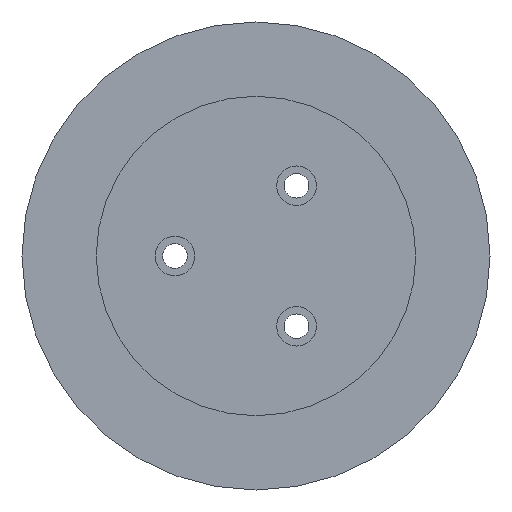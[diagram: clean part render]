
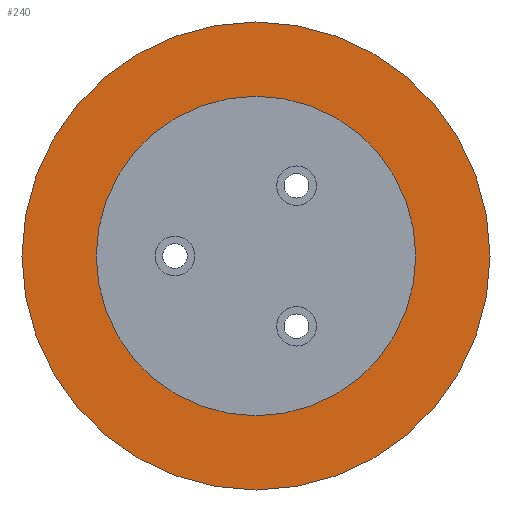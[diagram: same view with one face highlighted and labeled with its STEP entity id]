
A CAD part, front view. The second image highlights one B-rep face of the part: STEP entity #240.
In plain terms, the highlighted planar face has unit normal (0, -1, 0).
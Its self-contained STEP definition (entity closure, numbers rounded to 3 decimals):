
#41=FACE_BOUND('',#78,.T.);
#46=PLANE('',#332);
#58=FACE_OUTER_BOUND('',#77,.T.);
#77=EDGE_LOOP('',(#209,#210));
#78=EDGE_LOOP('',(#211,#212));
#109=CIRCLE('',#320,37.5);
#110=CIRCLE('',#321,37.5);
#115=CIRCLE('',#330,25.6);
#116=CIRCLE('',#331,25.6);
#129=VERTEX_POINT('',#459);
#130=VERTEX_POINT('',#461);
#135=VERTEX_POINT('',#477);
#136=VERTEX_POINT('',#479);
#153=EDGE_CURVE('',#129,#130,#109,.T.);
#154=EDGE_CURVE('',#130,#129,#110,.T.);
#161=EDGE_CURVE('',#136,#135,#115,.T.);
#162=EDGE_CURVE('',#135,#136,#116,.T.);
#209=ORIENTED_EDGE('',*,*,#154,.F.);
#210=ORIENTED_EDGE('',*,*,#153,.F.);
#211=ORIENTED_EDGE('',*,*,#161,.T.);
#212=ORIENTED_EDGE('',*,*,#162,.T.);
#240=ADVANCED_FACE('',(#58,#41),#46,.T.);
#320=AXIS2_PLACEMENT_3D('',#462,#378,#379);
#321=AXIS2_PLACEMENT_3D('',#463,#380,#381);
#330=AXIS2_PLACEMENT_3D('',#480,#400,#401);
#331=AXIS2_PLACEMENT_3D('',#481,#402,#403);
#332=AXIS2_PLACEMENT_3D('',#482,#404,#405);
#378=DIRECTION('center_axis',(0.,1.,0.));
#379=DIRECTION('ref_axis',(1.,0.,0.));
#380=DIRECTION('center_axis',(0.,1.,0.));
#381=DIRECTION('ref_axis',(1.,0.,0.));
#400=DIRECTION('center_axis',(0.,1.,0.));
#401=DIRECTION('ref_axis',(1.,0.,0.));
#402=DIRECTION('center_axis',(0.,1.,0.));
#403=DIRECTION('ref_axis',(1.,0.,0.));
#404=DIRECTION('center_axis',(0.,-1.,0.));
#405=DIRECTION('ref_axis',(0.,0.,-1.));
#459=CARTESIAN_POINT('',(37.5,0.,0.));
#461=CARTESIAN_POINT('',(-37.5,0.,0.));
#462=CARTESIAN_POINT('Origin',(0.,0.,0.));
#463=CARTESIAN_POINT('Origin',(0.,0.,0.));
#477=CARTESIAN_POINT('',(25.6,0.,0.));
#479=CARTESIAN_POINT('',(-25.6,0.,0.));
#480=CARTESIAN_POINT('Origin',(0.,0.,0.));
#481=CARTESIAN_POINT('Origin',(0.,0.,0.));
#482=CARTESIAN_POINT('Origin',(-37.5,0.,0.));
